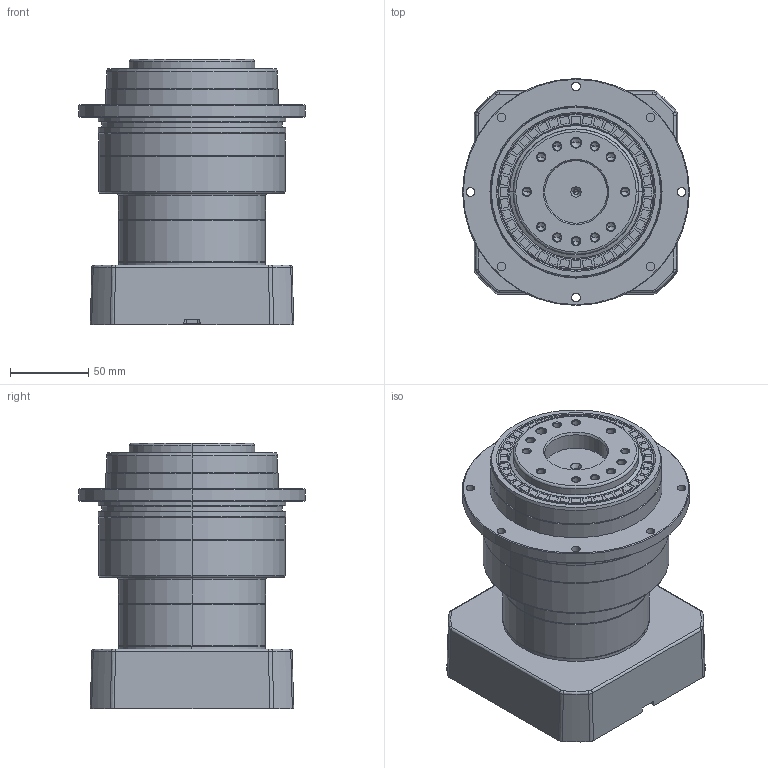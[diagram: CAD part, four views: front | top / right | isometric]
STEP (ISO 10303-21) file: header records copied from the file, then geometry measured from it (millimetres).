
FILE_DESCRIPTION (( 'STEP AP203' ), '1' );
FILE_NAME ('FAD110D-L2-24-110X44.5XM8.STEP', '2021-01-13T01:47:04', ( '' ), ( '' ), 'SwSTEP 2.0', 'SolidWorks 2014', '' );
FILE_SCHEMA (( 'CONFIG_CONTROL_DESIGN' ));
Length unit declared in the file: millimetre
Products named in the file (9): 怀堤俴陎殤FAD110D; 输入太阳齿轮FAB090M1-24; 一级内齿圈壳体FAD090D; 输入轴锁紧环 28-52-14; 输出内齿圈壳体FAD110D; 蚐猾80x100x7; 输入法兰FAD090M1-110-145-M8; FAD110D-L2-24-110X44.5XM8; 输入端壳体FAD090M1
Assembly tree (8 placements, depth 2):
  FAD110D-L2-24-110X44.5XM8
    输出内齿圈壳体FAD110D
    怀堤俴陎殤FAD110D
    蚐猾80x100x7
    一级内齿圈壳体FAD090D
    输入端壳体FAD090M1
    输入法兰FAD090M1-110-145-M8
    输入太阳齿轮FAB090M1-24
    输入轴锁紧环 28-52-14
Bounding box: 145 x 145 x 169.5 mm (x, y, z)
Volume: 1423948.8 mm3; surface area: 264433.5 mm2
Topology: 8 solids, 8 shells, 1139 faces, 2628 edges, 1558 vertices
Faces by surface type: bspline 345, cylinder 286, plane 273, cone 217, torus 18
Entity records: 47310 total; most frequent: CARTESIAN_POINT 22608, ORIENTED_EDGE 5156, DIRECTION 4582, EDGE_CURVE 2578, AXIS2_PLACEMENT_3D 1818, VERTEX_POINT 1558, EDGE_LOOP 1310, FACE_OUTER_BOUND 1139
